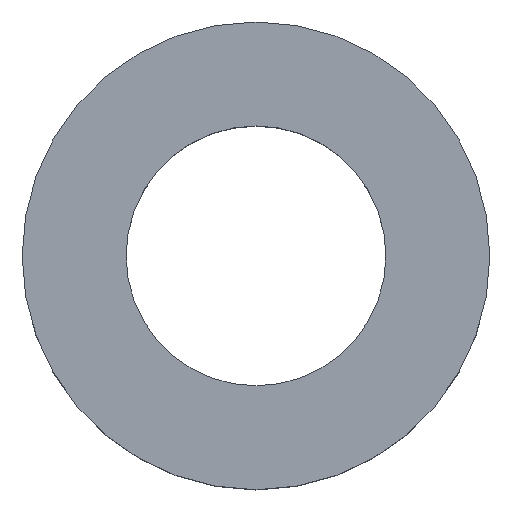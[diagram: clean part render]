
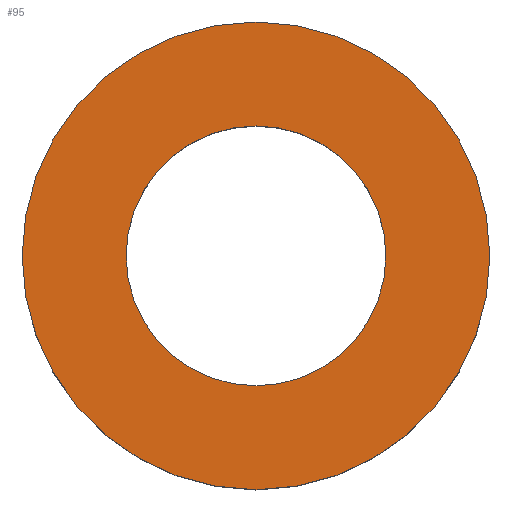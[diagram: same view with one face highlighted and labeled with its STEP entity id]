
A CAD part, top view. The second image highlights one B-rep face of the part: STEP entity #95.
In plain terms, the highlighted planar face has unit normal (0, 0, 1).
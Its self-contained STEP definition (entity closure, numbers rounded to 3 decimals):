
#24 = VERTEX_POINT('',#25);
#25 = CARTESIAN_POINT('',(10.,3.,3.));
#31 = EDGE_CURVE('',#24,#24,#32,.T.);
#32 = CIRCLE('',#33,4.5);
#33 = AXIS2_PLACEMENT_3D('',#34,#35,#36);
#34 = CARTESIAN_POINT('',(5.5,3.,3.));
#35 = DIRECTION('',(0.,0.,1.));
#36 = DIRECTION('',(1.,0.,0.));
#57 = VERTEX_POINT('',#58);
#58 = CARTESIAN_POINT('',(8.,3.,3.));
#64 = EDGE_CURVE('',#57,#57,#65,.T.);
#65 = CIRCLE('',#66,2.5);
#66 = AXIS2_PLACEMENT_3D('',#67,#68,#69);
#67 = CARTESIAN_POINT('',(5.5,3.,3.));
#68 = DIRECTION('',(0.,0.,1.));
#69 = DIRECTION('',(1.,0.,0.));
#95 = ADVANCED_FACE('',(#96,#99),#102,.T.);
#96 = FACE_BOUND('',#97,.T.);
#97 = EDGE_LOOP('',(#98));
#98 = ORIENTED_EDGE('',*,*,#31,.T.);
#99 = FACE_BOUND('',#100,.T.);
#100 = EDGE_LOOP('',(#101));
#101 = ORIENTED_EDGE('',*,*,#64,.F.);
#102 = PLANE('',#103);
#103 = AXIS2_PLACEMENT_3D('',#104,#105,#106);
#104 = CARTESIAN_POINT('',(5.5,3.,3.));
#105 = DIRECTION('',(0.,0.,1.));
#106 = DIRECTION('',(1.,0.,0.));
